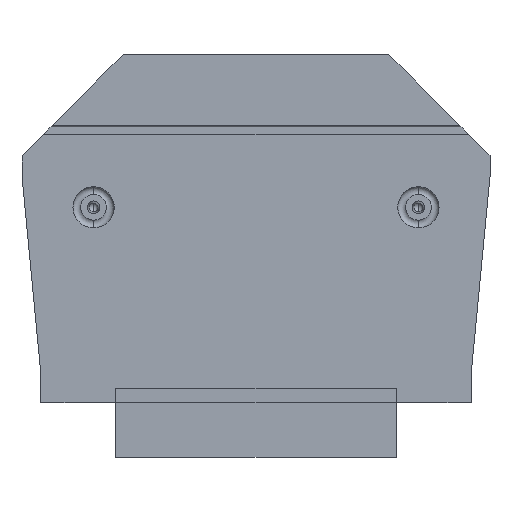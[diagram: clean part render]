
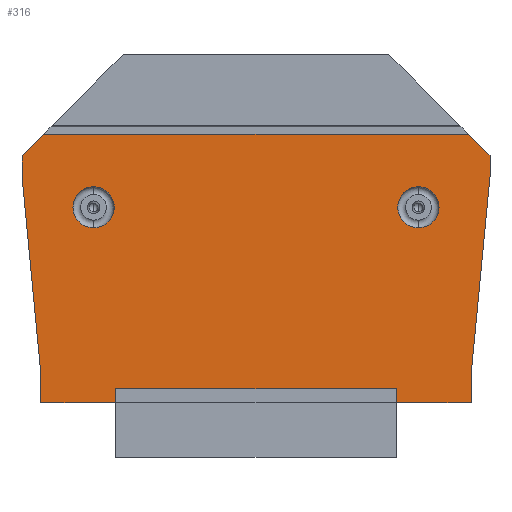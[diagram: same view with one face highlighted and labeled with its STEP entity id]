
A CAD part, top view. The second image highlights one B-rep face of the part: STEP entity #316.
In plain terms, the highlighted planar face has unit normal (0, 0, 1).
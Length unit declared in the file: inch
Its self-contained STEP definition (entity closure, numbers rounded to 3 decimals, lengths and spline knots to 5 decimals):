
#12 = FACE_BOUND ( 'NONE', #1470, .T. ) ;
#16 = DIRECTION ( 'NONE',  ( -0.707, -0.707, 0. ) ) ;
#17 = LINE ( 'NONE', #767, #1084 ) ;
#31 = DIRECTION ( 'NONE',  ( -1., 0., 0. ) ) ;
#33 = VERTEX_POINT ( 'NONE', #1036 ) ;
#38 = ORIENTED_EDGE ( 'NONE', *, *, #1296, .T. ) ;
#50 = VERTEX_POINT ( 'NONE', #284 ) ;
#57 = VECTOR ( 'NONE', #1299, 39.37008 ) ;
#61 = CARTESIAN_POINT ( 'NONE',  ( -0.98425, 1.26772, 0.02953 ) ) ;
#62 = AXIS2_PLACEMENT_3D ( 'NONE', #503, #730, #479 ) ;
#85 = VECTOR ( 'NONE', #348, 39.37008 ) ;
#87 = VERTEX_POINT ( 'NONE', #144 ) ;
#97 = ORIENTED_EDGE ( 'NONE', *, *, #174, .T. ) ;
#104 = EDGE_CURVE ( 'NONE', #1121, #362, #1103, .T. ) ;
#107 = EDGE_CURVE ( 'NONE', #948, #160, #850, .T. ) ;
#144 = CARTESIAN_POINT ( 'NONE',  ( -0.98425, 1.1811, 0.02953 ) ) ;
#160 = VERTEX_POINT ( 'NONE', #1324 ) ;
#167 = VECTOR ( 'NONE', #946, 39.37008 ) ;
#174 = EDGE_CURVE ( 'NONE', #556, #433, #689, .T. ) ;
#176 = CARTESIAN_POINT ( 'NONE',  ( 0.59055, 0.2874, 0.02953 ) ) ;
#195 = ORIENTED_EDGE ( 'NONE', *, *, #104, .T. ) ;
#202 = DIRECTION ( 'NONE',  ( 0., -1., 0. ) ) ;
#209 = VERTEX_POINT ( 'NONE', #1367 ) ;
#211 = LINE ( 'NONE', #906, #1114 ) ;
#221 = AXIS2_PLACEMENT_3D ( 'NONE', #1493, #682, #806 ) ;
#232 = CARTESIAN_POINT ( 'NONE',  ( -0.68307, 0.96449, 0.02953 ) ) ;
#233 = AXIS2_PLACEMENT_3D ( 'NONE', #1286, #1161, #1168 ) ;
#238 = LINE ( 'NONE', #370, #167 ) ;
#247 = CARTESIAN_POINT ( 'NONE',  ( 0.90551, 0.22835, 0.02953 ) ) ;
#251 = EDGE_CURVE ( 'NONE', #209, #1121, #735, .T. ) ;
#253 = LINE ( 'NONE', #944, #839 ) ;
#261 = DIRECTION ( 'NONE',  ( 1., 0., 0. ) ) ;
#269 = DIRECTION ( 'NONE',  ( 0.095, -0.995, 0. ) ) ;
#281 = CARTESIAN_POINT ( 'NONE',  ( -0.68307, 1.05118, 0.02953 ) ) ;
#283 = CARTESIAN_POINT ( 'NONE',  ( -0.90551, 0.22835, 0.02953 ) ) ;
#284 = CARTESIAN_POINT ( 'NONE',  ( 0.59055, 0.22835, 0.02953 ) ) ;
#294 = EDGE_CURVE ( 'NONE', #87, #1385, #1424, .T. ) ;
#302 = VECTOR ( 'NONE', #202, 39.37008 ) ;
#310 = DIRECTION ( 'NONE',  ( 0., -1., 0. ) ) ;
#316 = ADVANCED_FACE ( 'NONE', ( #1078, #12, #1526 ), #610, .T. ) ;
#318 = EDGE_CURVE ( 'NONE', #1248, #556, #238, .T. ) ;
#328 = ORIENTED_EDGE ( 'NONE', *, *, #107, .T. ) ;
#339 = ORIENTED_EDGE ( 'NONE', *, *, #318, .T. ) ;
#348 = DIRECTION ( 'NONE',  ( 0.095, 0.995, 0. ) ) ;
#352 = VECTOR ( 'NONE', #310, 39.37008 ) ;
#354 = EDGE_CURVE ( 'NONE', #50, #1248, #1322, .T. ) ;
#362 = VERTEX_POINT ( 'NONE', #176 ) ;
#370 = CARTESIAN_POINT ( 'NONE',  ( 0.90551, 0.35433, 0.02953 ) ) ;
#403 = CARTESIAN_POINT ( 'NONE',  ( -0.90551, 0.35433, 0.02953 ) ) ;
#433 = VERTEX_POINT ( 'NONE', #875 ) ;
#442 = EDGE_CURVE ( 'NONE', #160, #87, #983, .T. ) ;
#452 = CIRCLE ( 'NONE', #221, 0.08669 ) ;
#478 = EDGE_CURVE ( 'NONE', #33, #209, #857, .T. ) ;
#479 = DIRECTION ( 'NONE',  ( 1., 0., 0. ) ) ;
#485 = DIRECTION ( 'NONE',  ( 0., -1., 0. ) ) ;
#491 = CARTESIAN_POINT ( 'NONE',  ( -0.59055, 0.2874, 0.02953 ) ) ;
#503 = CARTESIAN_POINT ( 'NONE',  ( 0., 0., 0.02953 ) ) ;
#508 = VECTOR ( 'NONE', #629, 39.37008 ) ;
#556 = VERTEX_POINT ( 'NONE', #923 ) ;
#569 = ORIENTED_EDGE ( 'NONE', *, *, #251, .T. ) ;
#574 = LINE ( 'NONE', #896, #302 ) ;
#594 = ORIENTED_EDGE ( 'NONE', *, *, #995, .T. ) ;
#610 = PLANE ( 'NONE',  #62 ) ;
#620 = EDGE_CURVE ( 'NONE', #433, #894, #211, .T. ) ;
#629 = DIRECTION ( 'NONE',  ( 1., 0., 0. ) ) ;
#634 = CARTESIAN_POINT ( 'NONE',  ( 0.98425, 1.26772, 0.02953 ) ) ;
#636 = EDGE_CURVE ( 'NONE', #1171, #788, #775, .T. ) ;
#644 = VECTOR ( 'NONE', #878, 39.37008 ) ;
#651 = ORIENTED_EDGE ( 'NONE', *, *, #294, .T. ) ;
#682 = DIRECTION ( 'NONE',  ( 0., 0., -1. ) ) ;
#689 = LINE ( 'NONE', #1517, #85 ) ;
#700 = VECTOR ( 'NONE', #1348, 39.37008 ) ;
#702 = VECTOR ( 'NONE', #16, 39.37008 ) ;
#712 = DIRECTION ( 'NONE',  ( 0., 0., -1. ) ) ;
#721 = CIRCLE ( 'NONE', #916, 0.08669 ) ;
#730 = DIRECTION ( 'NONE',  ( 0., 0., 1. ) ) ;
#735 = LINE ( 'NONE', #491, #57 ) ;
#761 = ORIENTED_EDGE ( 'NONE', *, *, #442, .T. ) ;
#767 = CARTESIAN_POINT ( 'NONE',  ( 0., 1.35827, 0.02953 ) ) ;
#775 = CIRCLE ( 'NONE', #233, 0.08669 ) ;
#786 = ORIENTED_EDGE ( 'NONE', *, *, #1062, .T. ) ;
#788 = VERTEX_POINT ( 'NONE', #232 ) ;
#806 = DIRECTION ( 'NONE',  ( 0., -1., 0. ) ) ;
#826 = CARTESIAN_POINT ( 'NONE',  ( -0.68307, 1.13787, 0.02953 ) ) ;
#839 = VECTOR ( 'NONE', #485, 39.37008 ) ;
#850 = LINE ( 'NONE', #1080, #702 ) ;
#857 = LINE ( 'NONE', #283, #700 ) ;
#875 = CARTESIAN_POINT ( 'NONE',  ( 0.98425, 1.1811, 0.02953 ) ) ;
#878 = DIRECTION ( 'NONE',  ( -0.707, 0.707, 0. ) ) ;
#889 = ORIENTED_EDGE ( 'NONE', *, *, #1521, .T. ) ;
#894 = VERTEX_POINT ( 'NONE', #634 ) ;
#896 = CARTESIAN_POINT ( 'NONE',  ( -0.90551, 0.35433, 0.02953 ) ) ;
#904 = ORIENTED_EDGE ( 'NONE', *, *, #620, .T. ) ;
#906 = CARTESIAN_POINT ( 'NONE',  ( 0.98425, 1.26772, 0.02953 ) ) ;
#910 = VECTOR ( 'NONE', #261, 39.37008 ) ;
#916 = AXIS2_PLACEMENT_3D ( 'NONE', #1294, #712, #934 ) ;
#923 = CARTESIAN_POINT ( 'NONE',  ( 0.90551, 0.35433, 0.02953 ) ) ;
#934 = DIRECTION ( 'NONE',  ( 0., -1., 0. ) ) ;
#944 = CARTESIAN_POINT ( 'NONE',  ( 0.59055, 0.2874, 0.02953 ) ) ;
#946 = DIRECTION ( 'NONE',  ( 0., 1., 0. ) ) ;
#948 = VERTEX_POINT ( 'NONE', #1224 ) ;
#983 = LINE ( 'NONE', #61, #352 ) ;
#990 = DIRECTION ( 'NONE',  ( 0., -1., 0. ) ) ;
#991 = EDGE_LOOP ( 'NONE', ( #594, #1145 ) ) ;
#995 = EDGE_CURVE ( 'NONE', #788, #1171, #1455, .T. ) ;
#1036 = CARTESIAN_POINT ( 'NONE',  ( -0.90551, 0.22835, 0.02953 ) ) ;
#1058 = VERTEX_POINT ( 'NONE', #1275 ) ;
#1062 = EDGE_CURVE ( 'NONE', #1385, #33, #574, .T. ) ;
#1075 = ORIENTED_EDGE ( 'NONE', *, *, #1163, .T. ) ;
#1078 = FACE_OUTER_BOUND ( 'NONE', #1436, .T. ) ;
#1080 = CARTESIAN_POINT ( 'NONE',  ( -0.55906, 1.69291, 0.02953 ) ) ;
#1084 = VECTOR ( 'NONE', #31, 39.37008 ) ;
#1086 = CARTESIAN_POINT ( 'NONE',  ( 0.8937, 1.35827, 0.02953 ) ) ;
#1094 = CARTESIAN_POINT ( 'NONE',  ( 0.55906, 1.69291, 0.02953 ) ) ;
#1103 = LINE ( 'NONE', #1434, #508 ) ;
#1108 = LINE ( 'NONE', #1094, #644 ) ;
#1114 = VECTOR ( 'NONE', #1379, 39.37008 ) ;
#1121 = VERTEX_POINT ( 'NONE', #1243 ) ;
#1145 = ORIENTED_EDGE ( 'NONE', *, *, #636, .T. ) ;
#1161 = DIRECTION ( 'NONE',  ( 0., 0., -1. ) ) ;
#1163 = EDGE_CURVE ( 'NONE', #362, #50, #253, .T. ) ;
#1168 = DIRECTION ( 'NONE',  ( 0., -1., 0. ) ) ;
#1169 = ORIENTED_EDGE ( 'NONE', *, *, #478, .T. ) ;
#1171 = VERTEX_POINT ( 'NONE', #826 ) ;
#1187 = CARTESIAN_POINT ( 'NONE',  ( 0.90551, 0.22835, 0.02953 ) ) ;
#1212 = VERTEX_POINT ( 'NONE', #1297 ) ;
#1216 = DIRECTION ( 'NONE',  ( 0., 0., -1. ) ) ;
#1224 = CARTESIAN_POINT ( 'NONE',  ( -0.8937, 1.35827, 0.02953 ) ) ;
#1243 = CARTESIAN_POINT ( 'NONE',  ( -0.59055, 0.2874, 0.02953 ) ) ;
#1248 = VERTEX_POINT ( 'NONE', #1187 ) ;
#1267 = ORIENTED_EDGE ( 'NONE', *, *, #354, .T. ) ;
#1275 = CARTESIAN_POINT ( 'NONE',  ( 0.68307, 0.96449, 0.02953 ) ) ;
#1286 = CARTESIAN_POINT ( 'NONE',  ( -0.68307, 1.05118, 0.02953 ) ) ;
#1294 = CARTESIAN_POINT ( 'NONE',  ( 0.68307, 1.05118, 0.02953 ) ) ;
#1296 = EDGE_CURVE ( 'NONE', #1346, #948, #17, .T. ) ;
#1297 = CARTESIAN_POINT ( 'NONE',  ( 0.68307, 1.13787, 0.02953 ) ) ;
#1299 = DIRECTION ( 'NONE',  ( 0., 1., 0. ) ) ;
#1322 = LINE ( 'NONE', #247, #910 ) ;
#1324 = CARTESIAN_POINT ( 'NONE',  ( -0.98425, 1.26772, 0.02953 ) ) ;
#1346 = VERTEX_POINT ( 'NONE', #1086 ) ;
#1348 = DIRECTION ( 'NONE',  ( 1., 0., 0. ) ) ;
#1367 = CARTESIAN_POINT ( 'NONE',  ( -0.59055, 0.22835, 0.02953 ) ) ;
#1378 = ORIENTED_EDGE ( 'NONE', *, *, #1471, .T. ) ;
#1379 = DIRECTION ( 'NONE',  ( 0., 1., 0. ) ) ;
#1381 = ORIENTED_EDGE ( 'NONE', *, *, #1403, .T. ) ;
#1385 = VERTEX_POINT ( 'NONE', #403 ) ;
#1403 = EDGE_CURVE ( 'NONE', #894, #1346, #1108, .T. ) ;
#1404 = VECTOR ( 'NONE', #269, 39.37008 ) ;
#1424 = LINE ( 'NONE', #1430, #1404 ) ;
#1430 = CARTESIAN_POINT ( 'NONE',  ( -0.90551, 0.35433, 0.02953 ) ) ;
#1434 = CARTESIAN_POINT ( 'NONE',  ( 0., 0.2874, 0.02953 ) ) ;
#1436 = EDGE_LOOP ( 'NONE', ( #339, #97, #904, #1381, #38, #328, #761, #651, #786, #1169, #569, #195, #1075, #1267 ) ) ;
#1455 = CIRCLE ( 'NONE', #1522, 0.08669 ) ;
#1470 = EDGE_LOOP ( 'NONE', ( #889, #1378 ) ) ;
#1471 = EDGE_CURVE ( 'NONE', #1212, #1058, #721, .T. ) ;
#1493 = CARTESIAN_POINT ( 'NONE',  ( 0.68307, 1.05118, 0.02953 ) ) ;
#1517 = CARTESIAN_POINT ( 'NONE',  ( 0.90551, 0.35433, 0.02953 ) ) ;
#1521 = EDGE_CURVE ( 'NONE', #1058, #1212, #452, .T. ) ;
#1522 = AXIS2_PLACEMENT_3D ( 'NONE', #281, #1216, #990 ) ;
#1526 = FACE_BOUND ( 'NONE', #991, .T. ) ;
